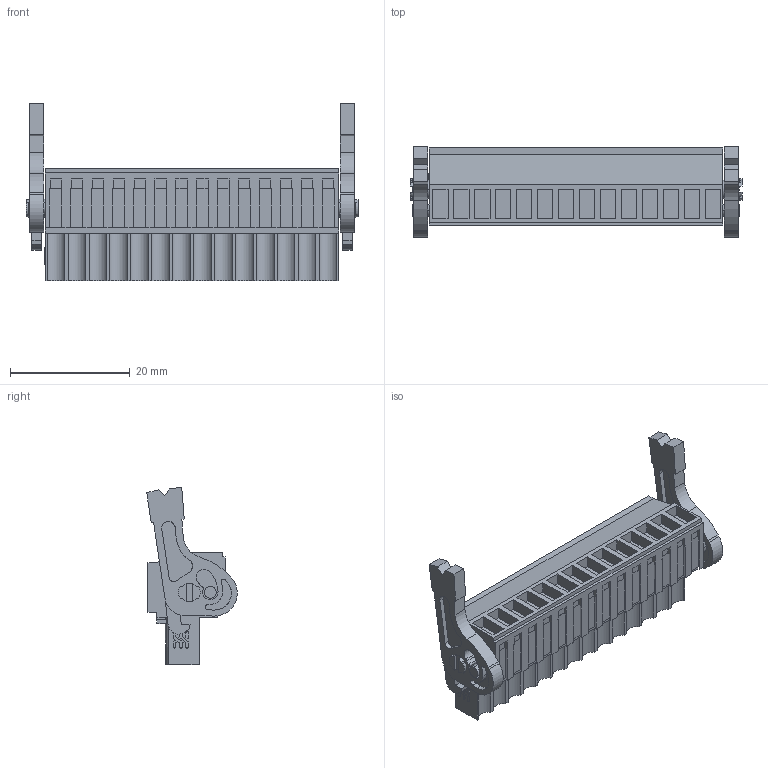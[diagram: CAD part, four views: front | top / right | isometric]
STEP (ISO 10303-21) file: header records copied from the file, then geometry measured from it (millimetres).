
FILE_DESCRIPTION(('CATIA V5 STEP Exchange','CAx-IF Rec.Pracs.--- Model Styling and Organization---1.2---2011-12-15'),'2;1');
FILE_NAME ('D1452688_0_1531120000_1531120000.stp','2017-04-25T12:40:11+00:00',('none'),('Weidmueller'),'CATIA Version 5-6 Release 2014','CATIA V5 STEP AP214','none');
FILE_SCHEMA(('AUTOMOTIVE_DESIGN { 1 0 10303 214 1 1 1 1 }'));
Length unit declared in the file: millimetre
Products named in the file (1): 1531120000
Bounding box: 55.4 x 15.12 x 29.66 mm (x, y, z)
Volume: 7897 mm3; surface area: 6876.9 mm2
Topology: 17 solids, 17 shells, 1053 faces, 2937 edges, 1992 vertices
Faces by surface type: plane 869, cylinder 124, extrusion 60
Entity records: 31770 total; most frequent: CARTESIAN_POINT 6686, ORIENTED_EDGE 5874, DIRECTION 3905, EDGE_CURVE 2937, VECTOR 2427, LINE 2367, VERTEX_POINT 1992, EDGE_LOOP 1135
